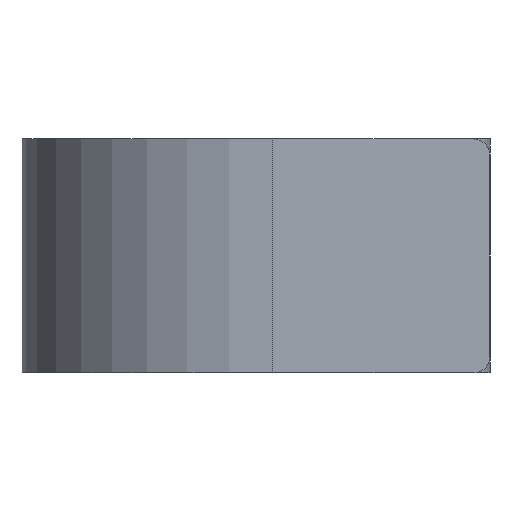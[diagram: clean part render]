
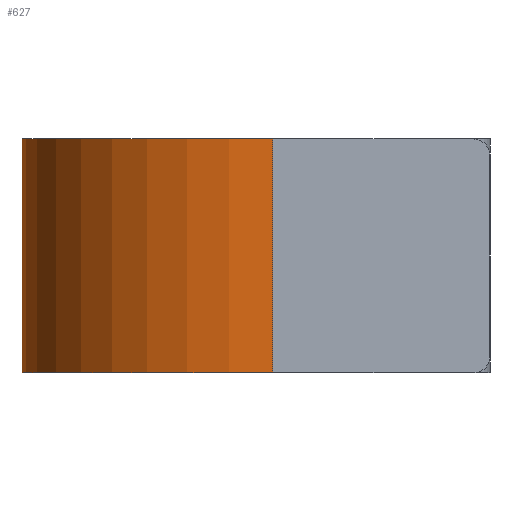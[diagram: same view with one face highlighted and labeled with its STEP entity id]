
A CAD part, left-side view. The second image highlights one B-rep face of the part: STEP entity #627.
In plain terms, the highlighted cylindrical face has radius 15 mm (diameter 30 mm), a partial arc.
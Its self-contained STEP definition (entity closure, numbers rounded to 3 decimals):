
#138=DIRECTION('',(0.,0.,1.));
#139=VECTOR('',#138,14.);
#140=CARTESIAN_POINT('',(28.,13.,-7.));
#141=LINE('',#140,#139);
#171=CARTESIAN_POINT('',(13.,13.,-7.));
#172=DIRECTION('',(0.,0.,-1.));
#173=DIRECTION('',(-1.,0.,0.));
#174=AXIS2_PLACEMENT_3D('',#171,#172,#173);
#176=DIRECTION('',(0.,0.,1.));
#177=VECTOR('',#176,14.);
#178=CARTESIAN_POINT('',(-2.,13.,-7.));
#179=LINE('',#178,#177);
#189=CARTESIAN_POINT('',(13.,13.,7.));
#190=DIRECTION('',(0.,0.,-1.));
#191=DIRECTION('',(-1.,0.,0.));
#192=AXIS2_PLACEMENT_3D('',#189,#190,#191);
#286=CARTESIAN_POINT('',(-2.,13.,-7.));
#287=CARTESIAN_POINT('',(28.,13.,-7.));
#288=VERTEX_POINT('',#286);
#289=VERTEX_POINT('',#287);
#292=CARTESIAN_POINT('',(-2.,13.,7.));
#293=CARTESIAN_POINT('',(28.,13.,7.));
#294=VERTEX_POINT('',#292);
#295=VERTEX_POINT('',#293);
#614=CARTESIAN_POINT('',(13.,13.,-7.));
#615=DIRECTION('',(0.,0.,1.));
#616=DIRECTION('',(1.,0.,0.));
#617=AXIS2_PLACEMENT_3D('',#614,#615,#616);
#618=CYLINDRICAL_SURFACE('',#617,15.);
#619=ORIENTED_EDGE('',*,*,#607,.T.);
#620=ORIENTED_EDGE('',*,*,#552,.T.);
#622=ORIENTED_EDGE('',*,*,#621,.F.);
#624=ORIENTED_EDGE('',*,*,#623,.F.);
#625=EDGE_LOOP('',(#619,#620,#622,#624));
#626=FACE_OUTER_BOUND('',#625,.F.);
#627=ADVANCED_FACE('',(#626),#618,.T.);
#175=CIRCLE('',#174,15.);
#193=CIRCLE('',#192,15.);
#552=EDGE_CURVE('',#289,#295,#141,.T.);
#607=EDGE_CURVE('',#288,#289,#175,.T.);
#621=EDGE_CURVE('',#294,#295,#193,.T.);
#623=EDGE_CURVE('',#288,#294,#179,.T.);
